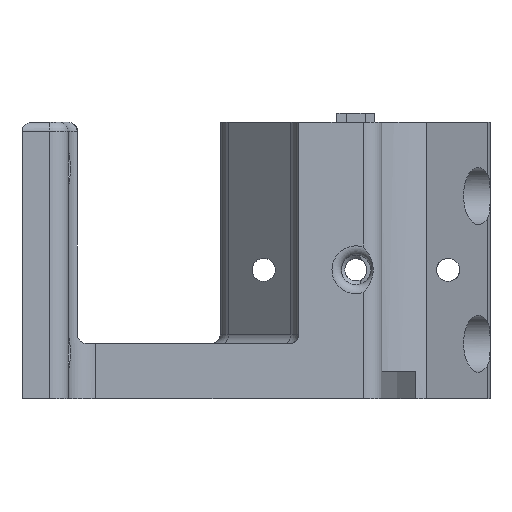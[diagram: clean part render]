
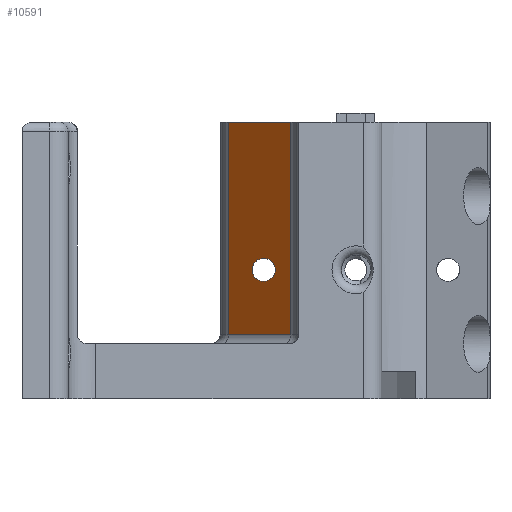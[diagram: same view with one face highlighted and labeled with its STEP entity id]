
A CAD part, front view. The second image highlights one B-rep face of the part: STEP entity #10591.
In plain terms, the highlighted planar face has unit normal (-0.707, -0.707, 0).
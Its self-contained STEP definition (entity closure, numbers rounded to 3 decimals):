
#367 = PLANE('',#368);
#368 = AXIS2_PLACEMENT_3D('',#369,#370,#371);
#369 = CARTESIAN_POINT('',(-22.,-21.,30.));
#370 = DIRECTION('',(0.,0.,-1.));
#371 = DIRECTION('',(-1.,0.,0.));
#806 = CYLINDRICAL_SURFACE('',#807,1.25);
#807 = AXIS2_PLACEMENT_3D('',#808,#809,#810);
#808 = CARTESIAN_POINT('',(-3.8,29.,14.));
#809 = DIRECTION('',(0.,1.,0.));
#810 = DIRECTION('',(-1.,0.,0.));
#2932 = VERTEX_POINT('',#2933);
#2933 = CARTESIAN_POINT('',(-0.879,9.136,30.));
#2952 = CYLINDRICAL_SURFACE('',#2953,3.);
#2953 = AXIS2_PLACEMENT_3D('',#2954,#2955,#2956);
#2954 = CARTESIAN_POINT('',(-3.,7.015,30.));
#2955 = DIRECTION('',(0.,0.,1.));
#2956 = DIRECTION('',(1.,0.,0.));
#2964 = EDGE_CURVE('',#2965,#2932,#2967,.T.);
#2965 = VERTEX_POINT('',#2966);
#2966 = CARTESIAN_POINT('',(-7.621,15.879,30.));
#2967 = SURFACE_CURVE('',#2968,(#2972,#2979),.PCURVE_S1.);
#2968 = LINE('',#2969,#2970);
#2969 = CARTESIAN_POINT('',(-7.621,15.879,30.));
#2970 = VECTOR('',#2971,1.);
#2971 = DIRECTION('',(0.707,-0.707,0.));
#2972 = PCURVE('',#367,#2973);
#2973 = DEFINITIONAL_REPRESENTATION('',(#2974),#2978);
#2974 = LINE('',#2975,#2976);
#2975 = CARTESIAN_POINT('',(-14.379,36.879));
#2976 = VECTOR('',#2977,1.);
#2977 = DIRECTION('',(-0.707,-0.707));
#2978 = ( GEOMETRIC_REPRESENTATION_CONTEXT(2) 
PARAMETRIC_REPRESENTATION_CONTEXT() REPRESENTATION_CONTEXT('2D SPACE',''
  ) );
#2979 = PCURVE('',#2980,#2985);
#2980 = PLANE('',#2981);
#2981 = AXIS2_PLACEMENT_3D('',#2982,#2983,#2984);
#2982 = CARTESIAN_POINT('',(-7.621,15.879,30.));
#2983 = DIRECTION('',(-0.707,-0.707,0.));
#2984 = DIRECTION('',(0.707,-0.707,0.));
#2985 = DEFINITIONAL_REPRESENTATION('',(#2986),#2990);
#2986 = LINE('',#2987,#2988);
#2987 = CARTESIAN_POINT('',(0.,0.));
#2988 = VECTOR('',#2989,1.);
#2989 = DIRECTION('',(1.,0.));
#2990 = ( GEOMETRIC_REPRESENTATION_CONTEXT(2) 
PARAMETRIC_REPRESENTATION_CONTEXT() REPRESENTATION_CONTEXT('2D SPACE',''
  ) );
#3013 = CYLINDRICAL_SURFACE('',#3014,3.);
#3014 = AXIS2_PLACEMENT_3D('',#3015,#3016,#3017);
#3015 = CARTESIAN_POINT('',(-5.5,18.,30.));
#3016 = DIRECTION('',(0.,0.,1.));
#3017 = DIRECTION('',(1.,0.,0.));
#3493 = VERTEX_POINT('',#3494);
#3494 = CARTESIAN_POINT('',(-5.05,13.307,14.));
#3517 = EDGE_CURVE('',#3493,#3493,#3518,.T.);
#3518 = SURFACE_CURVE('',#3519,(#3524,#3546),.PCURVE_S1.);
#3519 = ELLIPSE('',#3520,1.768,1.25);
#3520 = AXIS2_PLACEMENT_3D('',#3521,#3522,#3523);
#3521 = CARTESIAN_POINT('',(-3.8,12.057,14.));
#3522 = DIRECTION('',(-0.707,-0.707,0.));
#3523 = DIRECTION('',(-0.707,0.707,0.
    ));
#3524 = PCURVE('',#806,#3525);
#3525 = DEFINITIONAL_REPRESENTATION('',(#3526),#3545);
#3526 = B_SPLINE_CURVE_WITH_KNOTS('',9,(#3527,#3528,#3529,#3530,#3531,
    #3532,#3533,#3534,#3535,#3536,#3537,#3538,#3539,#3540,#3541,#3542,
    #3543,#3544),.UNSPECIFIED.,.F.,.F.,(10,8,10),(0.,3.142,
    6.283),.UNSPECIFIED.);
#3527 = CARTESIAN_POINT('',(6.283,-15.693));
#3528 = CARTESIAN_POINT('',(5.934,-15.693));
#3529 = CARTESIAN_POINT('',(5.585,-15.864));
#3530 = CARTESIAN_POINT('',(5.236,-16.207));
#3531 = CARTESIAN_POINT('',(4.887,-16.68));
#3532 = CARTESIAN_POINT('',(4.538,-17.205));
#3533 = CARTESIAN_POINT('',(4.189,-17.679));
#3534 = CARTESIAN_POINT('',(3.84,-18.021));
#3535 = CARTESIAN_POINT('',(3.491,-18.193));
#3536 = CARTESIAN_POINT('',(2.793,-18.193));
#3537 = CARTESIAN_POINT('',(2.443,-18.021));
#3538 = CARTESIAN_POINT('',(2.094,-17.679));
#3539 = CARTESIAN_POINT('',(1.745,-17.205));
#3540 = CARTESIAN_POINT('',(1.396,-16.68));
#3541 = CARTESIAN_POINT('',(1.047,-16.207));
#3542 = CARTESIAN_POINT('',(0.698,-15.864));
#3543 = CARTESIAN_POINT('',(0.349,-15.693));
#3544 = CARTESIAN_POINT('',(0.,-15.693));
#3545 = ( GEOMETRIC_REPRESENTATION_CONTEXT(2) 
PARAMETRIC_REPRESENTATION_CONTEXT() REPRESENTATION_CONTEXT('2D SPACE',''
  ) );
#3546 = PCURVE('',#2980,#3547);
#3547 = DEFINITIONAL_REPRESENTATION('',(#3548),#3552);
#3548 = ELLIPSE('',#3549,1.768,1.25);
#3549 = AXIS2_PLACEMENT_2D('',#3550,#3551);
#3550 = CARTESIAN_POINT('',(5.404,-16.));
#3551 = DIRECTION('',(-1.,0.));
#3552 = ( GEOMETRIC_REPRESENTATION_CONTEXT(2) 
PARAMETRIC_REPRESENTATION_CONTEXT() REPRESENTATION_CONTEXT('2D SPACE',''
  ) );
#10542 = VERTEX_POINT('',#10543);
#10543 = CARTESIAN_POINT('',(-0.879,9.136,7.));
#10570 = EDGE_CURVE('',#2932,#10542,#10571,.T.);
#10571 = SURFACE_CURVE('',#10572,(#10576,#10583),.PCURVE_S1.);
#10572 = LINE('',#10573,#10574);
#10573 = CARTESIAN_POINT('',(-0.879,9.136,30.));
#10574 = VECTOR('',#10575,1.);
#10575 = DIRECTION('',(-0.,-0.,-1.));
#10576 = PCURVE('',#2952,#10577);
#10577 = DEFINITIONAL_REPRESENTATION('',(#10578),#10582);
#10578 = LINE('',#10579,#10580);
#10579 = CARTESIAN_POINT('',(0.785,0.));
#10580 = VECTOR('',#10581,1.);
#10581 = DIRECTION('',(0.,-1.));
#10582 = ( GEOMETRIC_REPRESENTATION_CONTEXT(2) 
PARAMETRIC_REPRESENTATION_CONTEXT() REPRESENTATION_CONTEXT('2D SPACE',''
  ) );
#10583 = PCURVE('',#2980,#10584);
#10584 = DEFINITIONAL_REPRESENTATION('',(#10585),#10589);
#10585 = LINE('',#10586,#10587);
#10586 = CARTESIAN_POINT('',(9.536,0.));
#10587 = VECTOR('',#10588,1.);
#10588 = DIRECTION('',(0.,-1.));
#10589 = ( GEOMETRIC_REPRESENTATION_CONTEXT(2) 
PARAMETRIC_REPRESENTATION_CONTEXT() REPRESENTATION_CONTEXT('2D SPACE',''
  ) );
#10591 = ADVANCED_FACE('',(#10592,#10645),#2980,.T.);
#10592 = FACE_BOUND('',#10593,.T.);
#10593 = EDGE_LOOP('',(#10594,#10617,#10643,#10644));
#10594 = ORIENTED_EDGE('',*,*,#10595,.T.);
#10595 = EDGE_CURVE('',#2965,#10596,#10598,.T.);
#10596 = VERTEX_POINT('',#10597);
#10597 = CARTESIAN_POINT('',(-7.621,15.879,7.));
#10598 = SURFACE_CURVE('',#10599,(#10603,#10610),.PCURVE_S1.);
#10599 = LINE('',#10600,#10601);
#10600 = CARTESIAN_POINT('',(-7.621,15.879,30.));
#10601 = VECTOR('',#10602,1.);
#10602 = DIRECTION('',(-0.,-0.,-1.));
#10603 = PCURVE('',#2980,#10604);
#10604 = DEFINITIONAL_REPRESENTATION('',(#10605),#10609);
#10605 = LINE('',#10606,#10607);
#10606 = CARTESIAN_POINT('',(0.,0.));
#10607 = VECTOR('',#10608,1.);
#10608 = DIRECTION('',(0.,-1.));
#10609 = ( GEOMETRIC_REPRESENTATION_CONTEXT(2) 
PARAMETRIC_REPRESENTATION_CONTEXT() REPRESENTATION_CONTEXT('2D SPACE',''
  ) );
#10610 = PCURVE('',#3013,#10611);
#10611 = DEFINITIONAL_REPRESENTATION('',(#10612),#10616);
#10612 = LINE('',#10613,#10614);
#10613 = CARTESIAN_POINT('',(3.927,0.));
#10614 = VECTOR('',#10615,1.);
#10615 = DIRECTION('',(0.,-1.));
#10616 = ( GEOMETRIC_REPRESENTATION_CONTEXT(2) 
PARAMETRIC_REPRESENTATION_CONTEXT() REPRESENTATION_CONTEXT('2D SPACE',''
  ) );
#10617 = ORIENTED_EDGE('',*,*,#10618,.T.);
#10618 = EDGE_CURVE('',#10596,#10542,#10619,.T.);
#10619 = SURFACE_CURVE('',#10620,(#10624,#10631),.PCURVE_S1.);
#10620 = LINE('',#10621,#10622);
#10621 = CARTESIAN_POINT('',(-7.621,15.879,7.));
#10622 = VECTOR('',#10623,1.);
#10623 = DIRECTION('',(0.707,-0.707,0.));
#10624 = PCURVE('',#2980,#10625);
#10625 = DEFINITIONAL_REPRESENTATION('',(#10626),#10630);
#10626 = LINE('',#10627,#10628);
#10627 = CARTESIAN_POINT('',(0.,-23.));
#10628 = VECTOR('',#10629,1.);
#10629 = DIRECTION('',(1.,0.));
#10630 = ( GEOMETRIC_REPRESENTATION_CONTEXT(2) 
PARAMETRIC_REPRESENTATION_CONTEXT() REPRESENTATION_CONTEXT('2D SPACE',''
  ) );
#10631 = PCURVE('',#10632,#10637);
#10632 = CYLINDRICAL_SURFACE('',#10633,1.);
#10633 = AXIS2_PLACEMENT_3D('',#10634,#10635,#10636);
#10634 = CARTESIAN_POINT('',(-8.328,15.172,7.));
#10635 = DIRECTION('',(0.707,-0.707,0.));
#10636 = DIRECTION('',(0.,0.,-1.));
#10637 = DEFINITIONAL_REPRESENTATION('',(#10638),#10642);
#10638 = LINE('',#10639,#10640);
#10639 = CARTESIAN_POINT('',(1.571,0.));
#10640 = VECTOR('',#10641,1.);
#10641 = DIRECTION('',(0.,1.));
#10642 = ( GEOMETRIC_REPRESENTATION_CONTEXT(2) 
PARAMETRIC_REPRESENTATION_CONTEXT() REPRESENTATION_CONTEXT('2D SPACE',''
  ) );
#10643 = ORIENTED_EDGE('',*,*,#10570,.F.);
#10644 = ORIENTED_EDGE('',*,*,#2964,.F.);
#10645 = FACE_BOUND('',#10646,.T.);
#10646 = EDGE_LOOP('',(#10647));
#10647 = ORIENTED_EDGE('',*,*,#3517,.F.);
